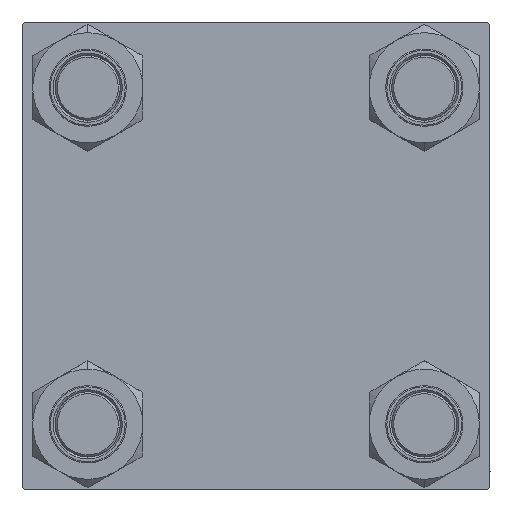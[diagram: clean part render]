
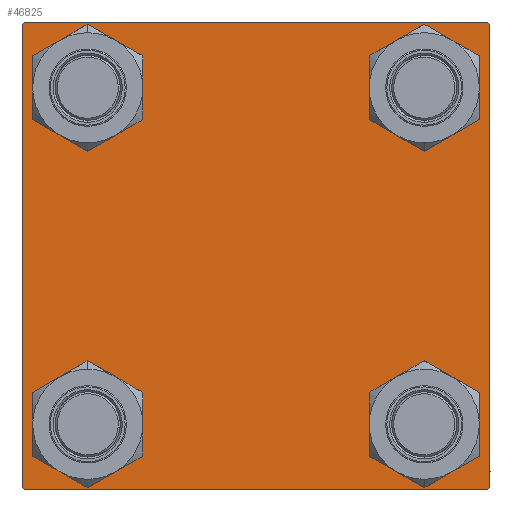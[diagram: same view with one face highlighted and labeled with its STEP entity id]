
A CAD part, left-side view. The second image highlights one B-rep face of the part: STEP entity #46825.
In plain terms, the highlighted planar face has unit normal (-1, 0, 0).
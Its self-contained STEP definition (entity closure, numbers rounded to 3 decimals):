
#170 = ORIENTED_EDGE ( 'NONE', *, *, #36371, .T. ) ;
#199 = VERTEX_POINT ( 'NONE', #15450 ) ;
#498 = CARTESIAN_POINT ( 'NONE',  ( 0., 0., 0. ) ) ;
#738 = CARTESIAN_POINT ( 'NONE',  ( 0., -41.35, 41.35 ) ) ;
#1078 = ORIENTED_EDGE ( 'NONE', *, *, #33818, .T. ) ;
#1771 = AXIS2_PLACEMENT_3D ( 'NONE', #3385, #37843, #11357 ) ;
#2918 = EDGE_CURVE ( 'NONE', #17120, #3995, #15048, .T. ) ;
#3385 = CARTESIAN_POINT ( 'NONE',  ( 0., -41.35, -41.35 ) ) ;
#3825 = VECTOR ( 'NONE', #41252, 1000. ) ;
#3995 = VERTEX_POINT ( 'NONE', #21052 ) ;
#4043 = LINE ( 'NONE', #28458, #43195 ) ;
#4878 = CARTESIAN_POINT ( 'NONE',  ( 0., 57., -57.5 ) ) ;
#5040 = ORIENTED_EDGE ( 'NONE', *, *, #26576, .F. ) ;
#5363 = FACE_BOUND ( 'NONE', #46406, .T. ) ;
#5572 = DIRECTION ( 'NONE',  ( 1., 0., 0. ) ) ;
#5873 = VERTEX_POINT ( 'NONE', #27596 ) ;
#6824 = CARTESIAN_POINT ( 'NONE',  ( 0., 41.35, -49.85 ) ) ;
#7920 = DIRECTION ( 'NONE',  ( 0., 0., 1. ) ) ;
#7927 = DIRECTION ( 'NONE',  ( 0., -0.707, -0.707 ) ) ;
#8410 = VERTEX_POINT ( 'NONE', #16150 ) ;
#8453 = DIRECTION ( 'NONE',  ( -1., 0., 0. ) ) ;
#8841 = ORIENTED_EDGE ( 'NONE', *, *, #40234, .T. ) ;
#9157 = VERTEX_POINT ( 'NONE', #25766 ) ;
#9177 = ORIENTED_EDGE ( 'NONE', *, *, #14018, .T. ) ;
#9543 = ORIENTED_EDGE ( 'NONE', *, *, #36116, .T. ) ;
#10201 = DIRECTION ( 'NONE',  ( 1., 0., 0. ) ) ;
#10303 = EDGE_CURVE ( 'NONE', #8410, #19348, #34939, .T. ) ;
#11357 = DIRECTION ( 'NONE',  ( 0., 0., 1. ) ) ;
#11852 = ORIENTED_EDGE ( 'NONE', *, *, #15897, .T. ) ;
#12261 = EDGE_CURVE ( 'NONE', #21864, #17415, #24778, .T. ) ;
#12270 = AXIS2_PLACEMENT_3D ( 'NONE', #21682, #26053, #37859 ) ;
#12783 = LINE ( 'NONE', #36679, #25671 ) ;
#13696 = ORIENTED_EDGE ( 'NONE', *, *, #12261, .T. ) ;
#13705 = EDGE_CURVE ( 'NONE', #5873, #18813, #28920, .T. ) ;
#14018 = EDGE_CURVE ( 'NONE', #9157, #47238, #45771, .T. ) ;
#14149 = CARTESIAN_POINT ( 'NONE',  ( 0., -57.25, 57.25 ) ) ;
#14471 = EDGE_CURVE ( 'NONE', #20178, #47238, #12783, .T. ) ;
#14816 = CARTESIAN_POINT ( 'NONE',  ( 0., 57.5, -57.5 ) ) ;
#14855 = DIRECTION ( 'NONE',  ( 0., 0., -1. ) ) ;
#15048 = CIRCLE ( 'NONE', #29033, 8.5 ) ;
#15231 = DIRECTION ( 'NONE',  ( 1., 0., 0. ) ) ;
#15450 = CARTESIAN_POINT ( 'NONE',  ( 0., -57., -57.5 ) ) ;
#15860 = DIRECTION ( 'NONE',  ( 0., 0., -1. ) ) ;
#15897 = EDGE_CURVE ( 'NONE', #20178, #47695, #40226, .T. ) ;
#16150 = CARTESIAN_POINT ( 'NONE',  ( 0., 57.5, -57. ) ) ;
#16174 = DIRECTION ( 'NONE',  ( 0., 0., 1. ) ) ;
#16325 = VECTOR ( 'NONE', #46166, 1000. ) ;
#16971 = ORIENTED_EDGE ( 'NONE', *, *, #10303, .T. ) ;
#17120 = VERTEX_POINT ( 'NONE', #22158 ) ;
#17144 = CARTESIAN_POINT ( 'NONE',  ( 0., 41.35, 41.35 ) ) ;
#17415 = VERTEX_POINT ( 'NONE', #31013 ) ;
#18321 = DIRECTION ( 'NONE',  ( 0., 0., 1. ) ) ;
#18524 = AXIS2_PLACEMENT_3D ( 'NONE', #47233, #39781, #43378 ) ;
#18587 = ORIENTED_EDGE ( 'NONE', *, *, #13705, .T. ) ;
#18697 = VERTEX_POINT ( 'NONE', #50559 ) ;
#18813 = VERTEX_POINT ( 'NONE', #46953 ) ;
#19348 = VERTEX_POINT ( 'NONE', #4878 ) ;
#20178 = VERTEX_POINT ( 'NONE', #29924 ) ;
#20708 = AXIS2_PLACEMENT_3D ( 'NONE', #30658, #15231, #18321 ) ;
#20819 = EDGE_CURVE ( 'NONE', #44211, #23957, #25898, .T. ) ;
#21052 = CARTESIAN_POINT ( 'NONE',  ( 0., -41.35, 32.85 ) ) ;
#21470 = CARTESIAN_POINT ( 'NONE',  ( 0., -57.25, -57.25 ) ) ;
#21682 = CARTESIAN_POINT ( 'NONE',  ( 0., -41.35, 41.35 ) ) ;
#21864 = VERTEX_POINT ( 'NONE', #39171 ) ;
#22158 = CARTESIAN_POINT ( 'NONE',  ( 0., -41.35, 49.85 ) ) ;
#22394 = VECTOR ( 'NONE', #45521, 1000. ) ;
#22912 = ORIENTED_EDGE ( 'NONE', *, *, #14471, .F. ) ;
#23697 = AXIS2_PLACEMENT_3D ( 'NONE', #39280, #32075, #7920 ) ;
#23957 = VERTEX_POINT ( 'NONE', #49171 ) ;
#24401 = PLANE ( 'NONE',  #46322 ) ;
#24778 = CIRCLE ( 'NONE', #1771, 8.5 ) ;
#25671 = VECTOR ( 'NONE', #28957, 1000. ) ;
#25766 = CARTESIAN_POINT ( 'NONE',  ( 0., -57.5, 57. ) ) ;
#25898 = CIRCLE ( 'NONE', #42314, 8.5 ) ;
#26053 = DIRECTION ( 'NONE',  ( 1., 0., 0. ) ) ;
#26576 = EDGE_CURVE ( 'NONE', #9157, #18697, #34404, .T. ) ;
#26627 = EDGE_CURVE ( 'NONE', #47695, #8410, #4043, .T. ) ;
#27596 = CARTESIAN_POINT ( 'NONE',  ( 0., 41.35, 49.85 ) ) ;
#27741 = DIRECTION ( 'NONE',  ( 0., 0., 1. ) ) ;
#28304 = EDGE_CURVE ( 'NONE', #199, #18697, #49219, .T. ) ;
#28458 = CARTESIAN_POINT ( 'NONE',  ( 0., 57.5, 57.5 ) ) ;
#28498 = DIRECTION ( 'NONE',  ( 1., 0., 0. ) ) ;
#28560 = ORIENTED_EDGE ( 'NONE', *, *, #2918, .T. ) ;
#28847 = CIRCLE ( 'NONE', #29665, 8.5 ) ;
#28920 = CIRCLE ( 'NONE', #20708, 8.5 ) ;
#28957 = DIRECTION ( 'NONE',  ( 0., -1., 0. ) ) ;
#29033 = AXIS2_PLACEMENT_3D ( 'NONE', #738, #28498, #27741 ) ;
#29232 = CARTESIAN_POINT ( 'NONE',  ( 0., 41.35, -41.35 ) ) ;
#29665 = AXIS2_PLACEMENT_3D ( 'NONE', #17144, #5572, #32830 ) ;
#29924 = CARTESIAN_POINT ( 'NONE',  ( 0., 57., 57.5 ) ) ;
#30368 = EDGE_LOOP ( 'NONE', ( #18587, #8841 ) ) ;
#30658 = CARTESIAN_POINT ( 'NONE',  ( 0., 41.35, 41.35 ) ) ;
#31013 = CARTESIAN_POINT ( 'NONE',  ( 0., -41.35, -49.85 ) ) ;
#32075 = DIRECTION ( 'NONE',  ( 1., 0., 0. ) ) ;
#32104 = FACE_OUTER_BOUND ( 'NONE', #37573, .T. ) ;
#32830 = DIRECTION ( 'NONE',  ( 0., 0., 1. ) ) ;
#33017 = CARTESIAN_POINT ( 'NONE',  ( 0., 57.25, 57.25 ) ) ;
#33346 = DIRECTION ( 'NONE',  ( 0., 0., 1. ) ) ;
#33745 = ORIENTED_EDGE ( 'NONE', *, *, #28304, .T. ) ;
#33818 = EDGE_CURVE ( 'NONE', #3995, #17120, #44274, .T. ) ;
#34012 = ORIENTED_EDGE ( 'NONE', *, *, #50280, .T. ) ;
#34333 = EDGE_LOOP ( 'NONE', ( #28560, #1078 ) ) ;
#34404 = LINE ( 'NONE', #34643, #36630 ) ;
#34643 = CARTESIAN_POINT ( 'NONE',  ( 0., -57.5, 57.5 ) ) ;
#34939 = LINE ( 'NONE', #43144, #36997 ) ;
#35156 = CIRCLE ( 'NONE', #23697, 8.5 ) ;
#35714 = FACE_BOUND ( 'NONE', #30368, .T. ) ;
#36116 = EDGE_CURVE ( 'NONE', #23957, #44211, #35156, .T. ) ;
#36214 = FACE_BOUND ( 'NONE', #34333, .T. ) ;
#36371 = EDGE_CURVE ( 'NONE', #19348, #199, #50026, .T. ) ;
#36630 = VECTOR ( 'NONE', #14855, 1000. ) ;
#36679 = CARTESIAN_POINT ( 'NONE',  ( 0., 57.5, 57.5 ) ) ;
#36877 = DIRECTION ( 'NONE',  ( 0., 0.707, -0.707 ) ) ;
#36997 = VECTOR ( 'NONE', #7927, 1000. ) ;
#37573 = EDGE_LOOP ( 'NONE', ( #46283, #16971, #170, #33745, #5040, #9177, #22912, #11852 ) ) ;
#37843 = DIRECTION ( 'NONE',  ( 1., 0., 0. ) ) ;
#37859 = DIRECTION ( 'NONE',  ( 0., 0., 1. ) ) ;
#37917 = CARTESIAN_POINT ( 'NONE',  ( 0., -57., 57.5 ) ) ;
#39171 = CARTESIAN_POINT ( 'NONE',  ( 0., -41.35, -32.85 ) ) ;
#39280 = CARTESIAN_POINT ( 'NONE',  ( 0., 41.35, -41.35 ) ) ;
#39563 = FACE_BOUND ( 'NONE', #41857, .T. ) ;
#39781 = DIRECTION ( 'NONE',  ( 1., 0., 0. ) ) ;
#40226 = LINE ( 'NONE', #33017, #48692 ) ;
#40234 = EDGE_CURVE ( 'NONE', #18813, #5873, #28847, .T. ) ;
#40663 = CIRCLE ( 'NONE', #18524, 8.5 ) ;
#41252 = DIRECTION ( 'NONE',  ( 0., -0.707, 0.707 ) ) ;
#41712 = CARTESIAN_POINT ( 'NONE',  ( 0., 57.5, 57. ) ) ;
#41857 = EDGE_LOOP ( 'NONE', ( #13696, #34012 ) ) ;
#42314 = AXIS2_PLACEMENT_3D ( 'NONE', #29232, #10201, #33346 ) ;
#43144 = CARTESIAN_POINT ( 'NONE',  ( 0., 57.25, -57.25 ) ) ;
#43195 = VECTOR ( 'NONE', #15860, 1000. ) ;
#43378 = DIRECTION ( 'NONE',  ( 0., 0., 1. ) ) ;
#44211 = VERTEX_POINT ( 'NONE', #6824 ) ;
#44274 = CIRCLE ( 'NONE', #12270, 8.5 ) ;
#45521 = DIRECTION ( 'NONE',  ( 0., 0.707, 0.707 ) ) ;
#45771 = LINE ( 'NONE', #14149, #22394 ) ;
#46166 = DIRECTION ( 'NONE',  ( 0., -1., 0. ) ) ;
#46283 = ORIENTED_EDGE ( 'NONE', *, *, #26627, .T. ) ;
#46322 = AXIS2_PLACEMENT_3D ( 'NONE', #498, #8453, #16174 ) ;
#46406 = EDGE_LOOP ( 'NONE', ( #9543, #47016 ) ) ;
#46825 = ADVANCED_FACE ( 'NONE', ( #36214, #39563, #5363, #35714, #32104 ), #24401, .T. ) ;
#46953 = CARTESIAN_POINT ( 'NONE',  ( 0., 41.35, 32.85 ) ) ;
#47016 = ORIENTED_EDGE ( 'NONE', *, *, #20819, .T. ) ;
#47233 = CARTESIAN_POINT ( 'NONE',  ( 0., -41.35, -41.35 ) ) ;
#47238 = VERTEX_POINT ( 'NONE', #37917 ) ;
#47695 = VERTEX_POINT ( 'NONE', #41712 ) ;
#48692 = VECTOR ( 'NONE', #36877, 1000. ) ;
#49171 = CARTESIAN_POINT ( 'NONE',  ( 0., 41.35, -32.85 ) ) ;
#49219 = LINE ( 'NONE', #21470, #3825 ) ;
#50026 = LINE ( 'NONE', #14816, #16325 ) ;
#50280 = EDGE_CURVE ( 'NONE', #17415, #21864, #40663, .T. ) ;
#50559 = CARTESIAN_POINT ( 'NONE',  ( 0., -57.5, -57. ) ) ;
